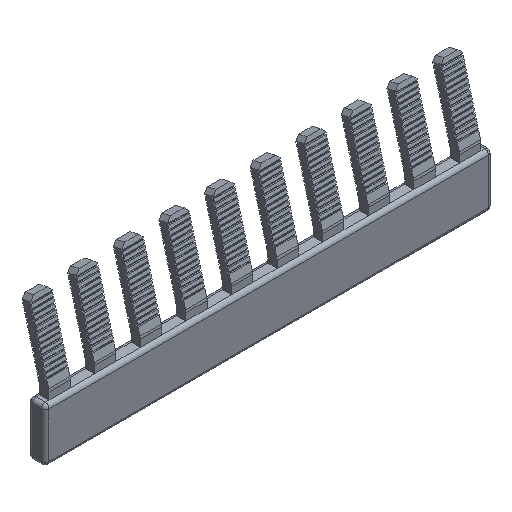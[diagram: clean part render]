
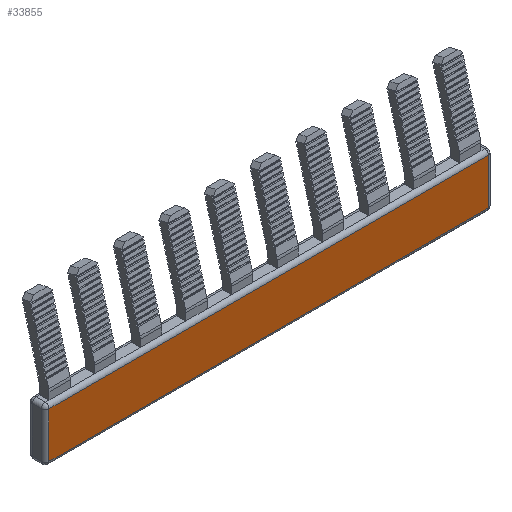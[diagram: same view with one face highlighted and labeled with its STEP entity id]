
A CAD part, isometric view. The second image highlights one B-rep face of the part: STEP entity #33855.
In plain terms, the highlighted planar face has unit normal (0, -1, 0).
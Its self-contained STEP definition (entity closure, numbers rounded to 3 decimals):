
#3373 = PLANE ( 'NONE',  #24870 ) ;
#4784 = VECTOR ( 'NONE', #32682, 1000. ) ;
#5941 = EDGE_LOOP ( 'NONE', ( #31108, #19209, #36509, #29999 ) ) ;
#6755 = CARTESIAN_POINT ( 'NONE',  ( -28.9, -1.1, 5.647 ) ) ;
#6898 = CARTESIAN_POINT ( 'NONE',  ( 0., -1.1, 0. ) ) ;
#7295 = LINE ( 'NONE', #17085, #4784 ) ;
#8274 = CARTESIAN_POINT ( 'NONE',  ( 28.9, -1.1, 6.147 ) ) ;
#8283 = CARTESIAN_POINT ( 'NONE',  ( 28.9, -1.1, 5.647 ) ) ;
#12828 = DIRECTION ( 'NONE',  ( 0., 0., 1. ) ) ;
#13266 = VERTEX_POINT ( 'NONE', #26377 ) ;
#13855 = CARTESIAN_POINT ( 'NONE',  ( 28.9, -1.1, -0.353 ) ) ;
#14328 = LINE ( 'NONE', #8274, #33495 ) ;
#14906 = VERTEX_POINT ( 'NONE', #13855 ) ;
#15343 = EDGE_CURVE ( 'NONE', #30765, #13266, #19224, .T. ) ;
#16025 = LINE ( 'NONE', #19348, #40462 ) ;
#16073 = DIRECTION ( 'NONE',  ( 0., 0., -1. ) ) ;
#16654 = VERTEX_POINT ( 'NONE', #8283 ) ;
#17085 = CARTESIAN_POINT ( 'NONE',  ( 29.4, -1.1, -0.353 ) ) ;
#17548 = EDGE_CURVE ( 'NONE', #16654, #30765, #16025, .T. ) ;
#19209 = ORIENTED_EDGE ( 'NONE', *, *, #23484, .T. ) ;
#19224 = LINE ( 'NONE', #27109, #28334 ) ;
#19348 = CARTESIAN_POINT ( 'NONE',  ( -29.4, -1.1, 5.647 ) ) ;
#23135 = FACE_OUTER_BOUND ( 'NONE', #5941, .T. ) ;
#23484 = EDGE_CURVE ( 'NONE', #13266, #14906, #7295, .T. ) ;
#24870 = AXIS2_PLACEMENT_3D ( 'NONE', #6898, #26256, #16073 ) ;
#26256 = DIRECTION ( 'NONE',  ( 0., -1., 0. ) ) ;
#26377 = CARTESIAN_POINT ( 'NONE',  ( -28.9, -1.1, -0.353 ) ) ;
#27109 = CARTESIAN_POINT ( 'NONE',  ( -28.9, -1.1, -0.853 ) ) ;
#28334 = VECTOR ( 'NONE', #36875, 1000. ) ;
#28710 = DIRECTION ( 'NONE',  ( -1., 0., 0. ) ) ;
#29999 = ORIENTED_EDGE ( 'NONE', *, *, #17548, .T. ) ;
#30765 = VERTEX_POINT ( 'NONE', #6755 ) ;
#31108 = ORIENTED_EDGE ( 'NONE', *, *, #15343, .T. ) ;
#31703 = EDGE_CURVE ( 'NONE', #14906, #16654, #14328, .T. ) ;
#32682 = DIRECTION ( 'NONE',  ( 1., 0., 0. ) ) ;
#33495 = VECTOR ( 'NONE', #12828, 1000. ) ;
#33855 = ADVANCED_FACE ( 'NONE', ( #23135 ), #3373, .T. ) ;
#36509 = ORIENTED_EDGE ( 'NONE', *, *, #31703, .T. ) ;
#36875 = DIRECTION ( 'NONE',  ( 0., 0., -1. ) ) ;
#40462 = VECTOR ( 'NONE', #28710, 1000. ) ;
